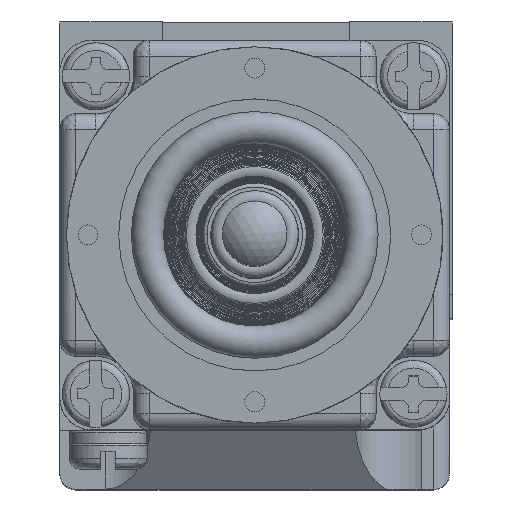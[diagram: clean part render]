
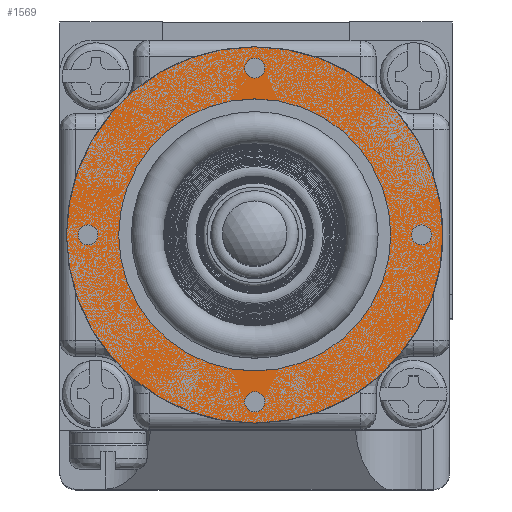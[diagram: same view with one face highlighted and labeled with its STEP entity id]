
A CAD part, top view. The second image highlights one B-rep face of the part: STEP entity #1569.
In plain terms, the highlighted planar face has unit normal (0, 0, 1).
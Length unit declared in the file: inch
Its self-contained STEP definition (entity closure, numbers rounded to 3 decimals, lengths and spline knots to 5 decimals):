
#183 = EDGE_LOOP ( 'NONE', ( #13647 ) ) ;
#513 = DIRECTION ( 'NONE',  ( 0., 0., -1. ) ) ;
#647 = EDGE_CURVE ( 'NONE', #23136, #23136, #10943, .T. ) ;
#902 = PLANE ( 'NONE',  #9948 ) ;
#1365 = CARTESIAN_POINT ( 'NONE',  ( -2.61667, 1.2787, 2.01581 ) ) ;
#1569 = ADVANCED_FACE ( 'NONE', ( #9756, #23002, #13458, #5222, #2446, #15727 ), #902, .T. ) ;
#1636 = CIRCLE ( 'NONE', #18202, 0.0385 ) ;
#1806 = EDGE_CURVE ( 'NONE', #4792, #4792, #23287, .T. ) ;
#2103 = EDGE_LOOP ( 'NONE', ( #4772 ) ) ;
#2399 = DIRECTION ( 'NONE',  ( -1., 0., 0. ) ) ;
#2446 = FACE_BOUND ( 'NONE', #2103, .T. ) ;
#3161 = EDGE_LOOP ( 'NONE', ( #19894 ) ) ;
#3310 = CIRCLE ( 'NONE', #20369, 0.0385 ) ;
#3360 = AXIS2_PLACEMENT_3D ( 'NONE', #14943, #513, #2399 ) ;
#4772 = ORIENTED_EDGE ( 'NONE', *, *, #19942, .T. ) ;
#4792 = VERTEX_POINT ( 'NONE', #5124 ) ;
#4971 = DIRECTION ( 'NONE',  ( 0., 0., -1. ) ) ;
#5124 = CARTESIAN_POINT ( 'NONE',  ( -2.65517, 1.2787, 2.01581 ) ) ;
#5222 = FACE_BOUND ( 'NONE', #7459, .T. ) ;
#5275 = DIRECTION ( 'NONE',  ( -1., 0., 0. ) ) ;
#5821 = EDGE_CURVE ( 'NONE', #20050, #20050, #18307, .T. ) ;
#5916 = CIRCLE ( 'NONE', #19257, 0.729 ) ;
#6503 = DIRECTION ( 'NONE',  ( 0., 0., -1. ) ) ;
#6784 = DIRECTION ( 'NONE',  ( -1., 0., 0. ) ) ;
#6978 = EDGE_LOOP ( 'NONE', ( #22107 ) ) ;
#7328 = DIRECTION ( 'NONE',  ( -1., 0., 0. ) ) ;
#7459 = EDGE_LOOP ( 'NONE', ( #11885 ) ) ;
#8140 = DIRECTION ( 'NONE',  ( 1., 0., 0. ) ) ;
#9756 = FACE_OUTER_BOUND ( 'NONE', #183, .T. ) ;
#9948 = AXIS2_PLACEMENT_3D ( 'NONE', #18800, #17072, #8140 ) ;
#9950 = EDGE_CURVE ( 'NONE', #10445, #10445, #1636, .T. ) ;
#10239 = CARTESIAN_POINT ( 'NONE',  ( -1.97067, 1.9247, 2.01581 ) ) ;
#10445 = VERTEX_POINT ( 'NONE', #22071 ) ;
#10600 = CARTESIAN_POINT ( 'NONE',  ( -2.49767, 1.2787, 2.01581 ) ) ;
#10762 = DIRECTION ( 'NONE',  ( 0., 0., -1. ) ) ;
#10943 = CIRCLE ( 'NONE', #20529, 0.527 ) ;
#11271 = VERTEX_POINT ( 'NONE', #18694 ) ;
#11885 = ORIENTED_EDGE ( 'NONE', *, *, #1806, .T. ) ;
#12379 = AXIS2_PLACEMENT_3D ( 'NONE', #1365, #4971, #6784 ) ;
#12586 = DIRECTION ( 'NONE',  ( 0., 0., -1. ) ) ;
#12703 = ORIENTED_EDGE ( 'NONE', *, *, #9950, .T. ) ;
#13458 = FACE_BOUND ( 'NONE', #16942, .T. ) ;
#13505 = CARTESIAN_POINT ( 'NONE',  ( -2.69967, 1.2787, 2.01581 ) ) ;
#13647 = ORIENTED_EDGE ( 'NONE', *, *, #15442, .F. ) ;
#14943 = CARTESIAN_POINT ( 'NONE',  ( -1.32467, 1.2787, 2.01581 ) ) ;
#15442 = EDGE_CURVE ( 'NONE', #20868, #20868, #5916, .T. ) ;
#15712 = DIRECTION ( 'NONE',  ( -1., 0., 0. ) ) ;
#15727 = FACE_BOUND ( 'NONE', #3161, .T. ) ;
#16073 = CARTESIAN_POINT ( 'NONE',  ( -1.97067, 1.2787, 2.01581 ) ) ;
#16267 = CARTESIAN_POINT ( 'NONE',  ( -1.36317, 1.2787, 2.01581 ) ) ;
#16942 = EDGE_LOOP ( 'NONE', ( #12703 ) ) ;
#17072 = DIRECTION ( 'NONE',  ( 0., 0., 1. ) ) ;
#18202 = AXIS2_PLACEMENT_3D ( 'NONE', #10239, #6503, #15712 ) ;
#18307 = CIRCLE ( 'NONE', #3360, 0.0385 ) ;
#18694 = CARTESIAN_POINT ( 'NONE',  ( -2.00917, 0.6327, 2.01581 ) ) ;
#18800 = CARTESIAN_POINT ( 'NONE',  ( -1.97067, 1.2787, 2.01581 ) ) ;
#19257 = AXIS2_PLACEMENT_3D ( 'NONE', #16073, #12586, #23212 ) ;
#19721 = CARTESIAN_POINT ( 'NONE',  ( -1.97067, 1.2787, 2.01581 ) ) ;
#19894 = ORIENTED_EDGE ( 'NONE', *, *, #5821, .T. ) ;
#19942 = EDGE_CURVE ( 'NONE', #11271, #11271, #3310, .T. ) ;
#20050 = VERTEX_POINT ( 'NONE', #16267 ) ;
#20310 = CARTESIAN_POINT ( 'NONE',  ( -1.97067, 0.6327, 2.01581 ) ) ;
#20369 = AXIS2_PLACEMENT_3D ( 'NONE', #20310, #20819, #5275 ) ;
#20529 = AXIS2_PLACEMENT_3D ( 'NONE', #19721, #10762, #7328 ) ;
#20819 = DIRECTION ( 'NONE',  ( 0., 0., -1. ) ) ;
#20868 = VERTEX_POINT ( 'NONE', #13505 ) ;
#22071 = CARTESIAN_POINT ( 'NONE',  ( -2.00917, 1.9247, 2.01581 ) ) ;
#22107 = ORIENTED_EDGE ( 'NONE', *, *, #647, .T. ) ;
#23002 = FACE_BOUND ( 'NONE', #6978, .T. ) ;
#23136 = VERTEX_POINT ( 'NONE', #10600 ) ;
#23212 = DIRECTION ( 'NONE',  ( -1., 0., 0. ) ) ;
#23287 = CIRCLE ( 'NONE', #12379, 0.0385 ) ;
